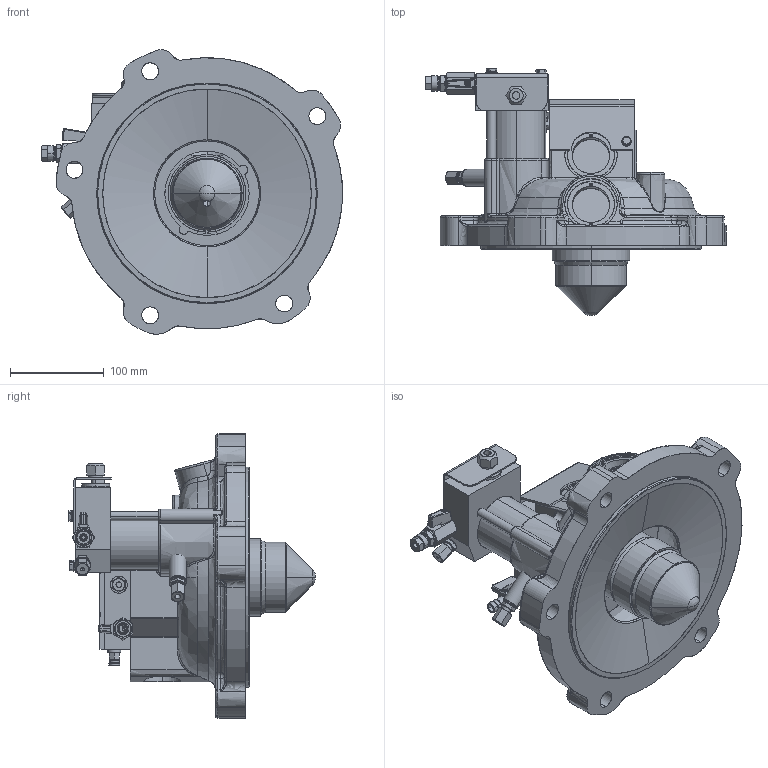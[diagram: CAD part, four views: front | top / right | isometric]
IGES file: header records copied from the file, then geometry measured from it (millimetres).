
Start section: SolidWorks IGES file using analytic representation for surfaces
Global section: file name: FH5-PE_251168.IGS; native system: SolidWorks 2010; preprocessor: SolidWorks 2010; author: LarsenR; date: 130729.142112; units: millimetre
Bounding box: 321.88 x 264.4 x 304.34 mm (x, y, z)
Surface area: 412943 mm2 (no closed solid volume)
Topology: 0 solids, 0 shells, 1077 faces, 17476 edges, 17446 vertices
Faces by surface type: bspline 619, revolution 458
